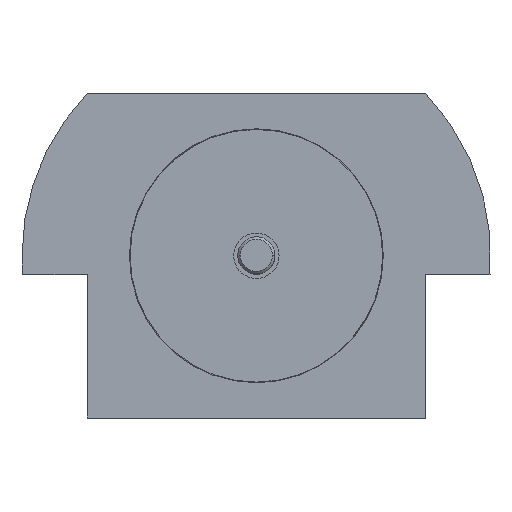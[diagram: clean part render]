
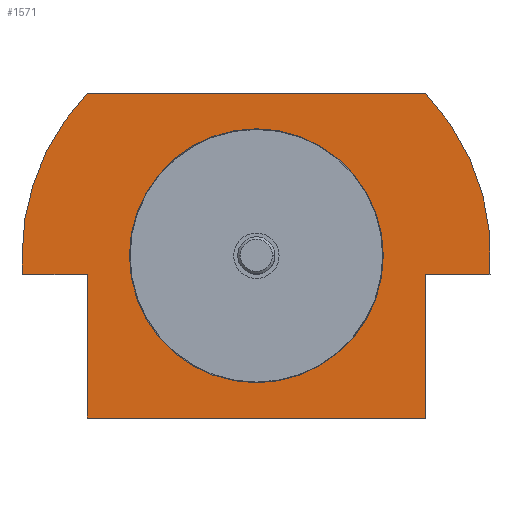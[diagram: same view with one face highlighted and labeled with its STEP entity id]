
A CAD part, top view. The second image highlights one B-rep face of the part: STEP entity #1571.
In plain terms, the highlighted planar face has unit normal (0, 0, 1).
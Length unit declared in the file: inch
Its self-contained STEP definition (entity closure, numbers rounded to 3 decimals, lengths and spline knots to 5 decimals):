
#4 = DIRECTION ( 'NONE',  ( 0., 0., 1. ) ) ;
#19 = LINE ( 'NONE', #788, #1236 ) ;
#25 = ORIENTED_EDGE ( 'NONE', *, *, #2738, .T. ) ;
#38 = LINE ( 'NONE', #3012, #2030 ) ;
#100 = LINE ( 'NONE', #3132, #2687 ) ;
#114 = EDGE_CURVE ( 'NONE', #651, #2421, #1181, .T. ) ;
#123 = EDGE_CURVE ( 'NONE', #2495, #3103, #1669, .T. ) ;
#180 = CARTESIAN_POINT ( 'NONE',  ( -0.1886, -0.015, 0.253 ) ) ;
#188 = DIRECTION ( 'NONE',  ( 1., 0., 0. ) ) ;
#230 = VERTEX_POINT ( 'NONE', #717 ) ;
#250 = ORIENTED_EDGE ( 'NONE', *, *, #1585, .T. ) ;
#299 = DIRECTION ( 'NONE',  ( -1., 0., 0. ) ) ;
#326 = EDGE_LOOP ( 'NONE', ( #1563, #25 ) ) ;
#358 = EDGE_CURVE ( 'NONE', #230, #1115, #19, .T. ) ;
#408 = VERTEX_POINT ( 'NONE', #1299 ) ;
#410 = CARTESIAN_POINT ( 'NONE',  ( 0.1025, 0., 0.253 ) ) ;
#415 = AXIS2_PLACEMENT_3D ( 'NONE', #2429, #2684, #188 ) ;
#417 = DIRECTION ( 'NONE',  ( 1., 0., 0. ) ) ;
#495 = CARTESIAN_POINT ( 'NONE',  ( -0.1025, 0., 0.253 ) ) ;
#503 = DIRECTION ( 'NONE',  ( 0., -1., 0. ) ) ;
#539 = AXIS2_PLACEMENT_3D ( 'NONE', #2533, #2048, #299 ) ;
#651 = VERTEX_POINT ( 'NONE', #495 ) ;
#677 = ORIENTED_EDGE ( 'NONE', *, *, #2291, .T. ) ;
#691 = DIRECTION ( 'NONE',  ( -1., 0., 0. ) ) ;
#695 = CARTESIAN_POINT ( 'NONE',  ( -0.1365, 0., 0.253 ) ) ;
#717 = CARTESIAN_POINT ( 'NONE',  ( 0.1365, -0.015, 0.253 ) ) ;
#759 = DIRECTION ( 'NONE',  ( 1., 0., 0. ) ) ;
#787 = AXIS2_PLACEMENT_3D ( 'NONE', #2244, #4, #1509 ) ;
#788 = CARTESIAN_POINT ( 'NONE',  ( 0.1365, 0., 0.253 ) ) ;
#806 = DIRECTION ( 'NONE',  ( 0., 0., 1. ) ) ;
#854 = DIRECTION ( 'NONE',  ( 1., 0., 0. ) ) ;
#972 = VERTEX_POINT ( 'NONE', #2735 ) ;
#973 = CARTESIAN_POINT ( 'NONE',  ( 0., 0.131, 0.253 ) ) ;
#1059 = ORIENTED_EDGE ( 'NONE', *, *, #2756, .T. ) ;
#1111 = FACE_OUTER_BOUND ( 'NONE', #1906, .T. ) ;
#1115 = VERTEX_POINT ( 'NONE', #1271 ) ;
#1159 = CARTESIAN_POINT ( 'NONE',  ( 0.1365, 0.131, 0.253 ) ) ;
#1175 = CARTESIAN_POINT ( 'NONE',  ( 0., 0., 0.253 ) ) ;
#1181 = CIRCLE ( 'NONE', #2819, 0.1025 ) ;
#1236 = VECTOR ( 'NONE', #503, 39.37008 ) ;
#1243 = AXIS2_PLACEMENT_3D ( 'NONE', #1175, #2950, #417 ) ;
#1271 = CARTESIAN_POINT ( 'NONE',  ( 0.1365, -0.131, 0.253 ) ) ;
#1299 = CARTESIAN_POINT ( 'NONE',  ( -0.1365, -0.131, 0.253 ) ) ;
#1320 = VERTEX_POINT ( 'NONE', #2391 ) ;
#1398 = DIRECTION ( 'NONE',  ( 1., 0., 0. ) ) ;
#1509 = DIRECTION ( 'NONE',  ( 1., 0., 0. ) ) ;
#1546 = ORIENTED_EDGE ( 'NONE', *, *, #3268, .T. ) ;
#1563 = ORIENTED_EDGE ( 'NONE', *, *, #114, .T. ) ;
#1571 = ADVANCED_FACE ( 'NONE', ( #2700, #1111 ), #2914, .T. ) ;
#1585 = EDGE_CURVE ( 'NONE', #1789, #2781, #1797, .T. ) ;
#1610 = EDGE_CURVE ( 'NONE', #972, #408, #2417, .T. ) ;
#1616 = AXIS2_PLACEMENT_3D ( 'NONE', #2602, #806, #2318 ) ;
#1650 = VECTOR ( 'NONE', #1949, 39.37008 ) ;
#1669 = LINE ( 'NONE', #973, #2059 ) ;
#1687 = ORIENTED_EDGE ( 'NONE', *, *, #1929, .T. ) ;
#1698 = CIRCLE ( 'NONE', #787, 0.18919 ) ;
#1789 = VERTEX_POINT ( 'NONE', #2944 ) ;
#1797 = CIRCLE ( 'NONE', #1243, 0.18919 ) ;
#1906 = EDGE_LOOP ( 'NONE', ( #1059, #3183, #2815, #2012, #1546, #677, #2241, #1687, #250 ) ) ;
#1914 = CARTESIAN_POINT ( 'NONE',  ( 0., 0., 0.253 ) ) ;
#1929 = EDGE_CURVE ( 'NONE', #2495, #1789, #1698, .T. ) ;
#1949 = DIRECTION ( 'NONE',  ( 0., -1., 0. ) ) ;
#1993 = CARTESIAN_POINT ( 'NONE',  ( 0., -0.015, 0.253 ) ) ;
#2012 = ORIENTED_EDGE ( 'NONE', *, *, #358, .F. ) ;
#2030 = VECTOR ( 'NONE', #3044, 39.37008 ) ;
#2048 = DIRECTION ( 'NONE',  ( 0., 0., -1. ) ) ;
#2059 = VECTOR ( 'NONE', #1398, 39.37008 ) ;
#2241 = ORIENTED_EDGE ( 'NONE', *, *, #123, .F. ) ;
#2244 = CARTESIAN_POINT ( 'NONE',  ( 0., 0., 0.253 ) ) ;
#2291 = EDGE_CURVE ( 'NONE', #1320, #3103, #3275, .T. ) ;
#2304 = LINE ( 'NONE', #1993, #2848 ) ;
#2318 = DIRECTION ( 'NONE',  ( 1., 0., 0. ) ) ;
#2391 = CARTESIAN_POINT ( 'NONE',  ( 0.1886, -0.015, 0.253 ) ) ;
#2417 = LINE ( 'NONE', #695, #1650 ) ;
#2421 = VERTEX_POINT ( 'NONE', #410 ) ;
#2429 = CARTESIAN_POINT ( 'NONE',  ( 0., 0., 0.253 ) ) ;
#2466 = CARTESIAN_POINT ( 'NONE',  ( -0.1365, 0.131, 0.253 ) ) ;
#2495 = VERTEX_POINT ( 'NONE', #2466 ) ;
#2533 = CARTESIAN_POINT ( 'NONE',  ( 0., 0., 0.253 ) ) ;
#2602 = CARTESIAN_POINT ( 'NONE',  ( 0., 0., 0.253 ) ) ;
#2684 = DIRECTION ( 'NONE',  ( 0., 0., 1. ) ) ;
#2687 = VECTOR ( 'NONE', #854, 39.37008 ) ;
#2700 = FACE_BOUND ( 'NONE', #326, .T. ) ;
#2728 = EDGE_CURVE ( 'NONE', #408, #1115, #38, .T. ) ;
#2735 = CARTESIAN_POINT ( 'NONE',  ( -0.1365, -0.015, 0.253 ) ) ;
#2738 = EDGE_CURVE ( 'NONE', #2421, #651, #3226, .T. ) ;
#2756 = EDGE_CURVE ( 'NONE', #2781, #972, #2304, .T. ) ;
#2781 = VERTEX_POINT ( 'NONE', #180 ) ;
#2815 = ORIENTED_EDGE ( 'NONE', *, *, #2728, .T. ) ;
#2819 = AXIS2_PLACEMENT_3D ( 'NONE', #1914, #2943, #691 ) ;
#2848 = VECTOR ( 'NONE', #759, 39.37008 ) ;
#2914 = PLANE ( 'NONE',  #415 ) ;
#2943 = DIRECTION ( 'NONE',  ( 0., 0., -1. ) ) ;
#2944 = CARTESIAN_POINT ( 'NONE',  ( -0.18919, 0., 0.253 ) ) ;
#2950 = DIRECTION ( 'NONE',  ( 0., 0., 1. ) ) ;
#3012 = CARTESIAN_POINT ( 'NONE',  ( 0., -0.131, 0.253 ) ) ;
#3044 = DIRECTION ( 'NONE',  ( 1., 0., 0. ) ) ;
#3103 = VERTEX_POINT ( 'NONE', #1159 ) ;
#3132 = CARTESIAN_POINT ( 'NONE',  ( 0., -0.015, 0.253 ) ) ;
#3183 = ORIENTED_EDGE ( 'NONE', *, *, #1610, .T. ) ;
#3226 = CIRCLE ( 'NONE', #539, 0.1025 ) ;
#3268 = EDGE_CURVE ( 'NONE', #230, #1320, #100, .T. ) ;
#3275 = CIRCLE ( 'NONE', #1616, 0.18919 ) ;
